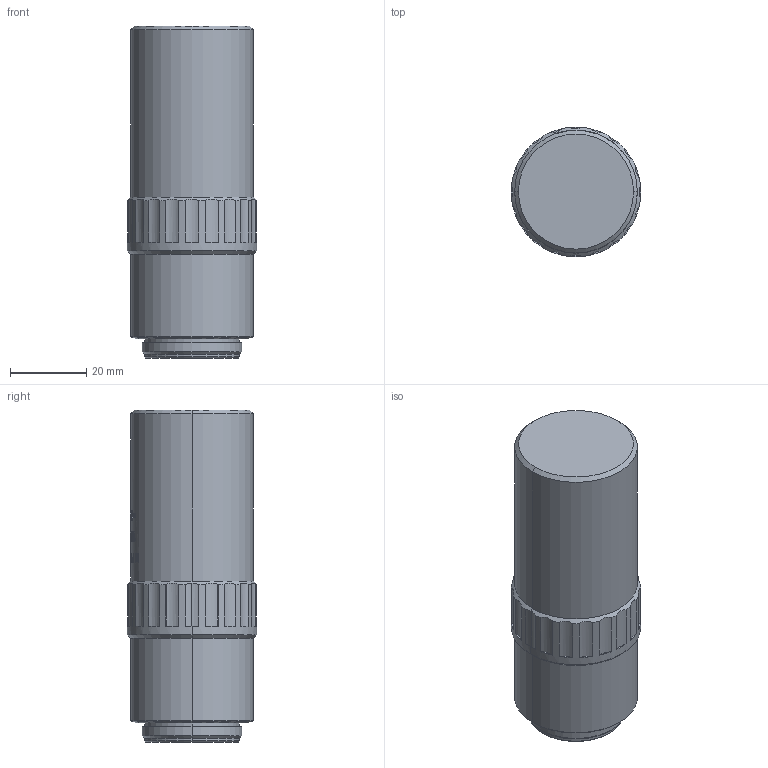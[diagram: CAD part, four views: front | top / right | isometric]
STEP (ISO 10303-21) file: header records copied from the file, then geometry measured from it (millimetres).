
FILE_DESCRIPTION (( 'STEP AP203' ), '1' );
FILE_NAME ('690060.step', '2025-04-14T08:43:36', ( 'MSI' ), ( '' ), 'SwSTEP 2.0', 'SolidWorks 2020', '' );
FILE_SCHEMA (( 'CONFIG_CONTROL_DESIGN' ));
Length unit declared in the file: millimetre
Products named in the file (1): 690060
Bounding box: 34 x 34 x 87.1 mm (x, y, z)
Volume: 70419.5 mm3; surface area: 10486.4 mm2
Topology: 1 solids, 1 shells, 410 faces, 1075 edges, 711 vertices
Faces by surface type: bspline 200, plane 120, cylinder 76, cone 14
Entity records: 36573 total; most frequent: CARTESIAN_POINT 28077, ORIENTED_EDGE 2150, EDGE_CURVE 1075, DIRECTION 1046, VERTEX_POINT 711, B_SPLINE_CURVE_WITH_KNOTS 656, EDGE_LOOP 454, AXIS2_PLACEMENT_3D 416
